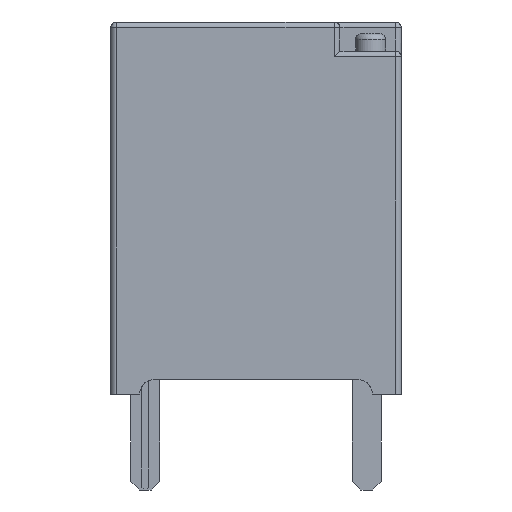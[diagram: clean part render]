
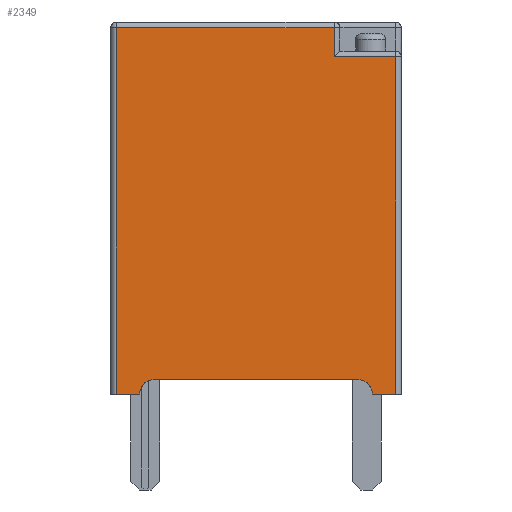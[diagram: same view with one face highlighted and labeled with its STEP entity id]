
A CAD part, left-side view. The second image highlights one B-rep face of the part: STEP entity #2349.
In plain terms, the highlighted planar face has unit normal (-1, 0, 0).
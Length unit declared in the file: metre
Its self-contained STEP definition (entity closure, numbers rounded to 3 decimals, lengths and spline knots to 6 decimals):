
#1535 = EDGE_CURVE( '', #3983, #3839, #3984, .T. );
#1629 = EDGE_CURVE( '', #4138, #4139, #4140, .T. );
#1703 = EDGE_CURVE( '', #4251, #4138, #4252, .T. );
#1823 = EDGE_CURVE( '', #3983, #4219, #4427, .T. );
#1993 = EDGE_CURVE( '', #3624, #3839, #4671, .T. );
#2349 = ADVANCED_FACE( '', ( #5149 ), #5150, .T. );
#2621 = EDGE_CURVE( '', #5482, #4087, #5483, .T. );
#2629 = EDGE_CURVE( '', #5482, #4251, #5492, .T. );
#2711 = EDGE_CURVE( '', #3843, #4087, #5586, .T. );
#3151 = EDGE_CURVE( '', #4139, #3624, #6092, .T. );
#3177 = EDGE_CURVE( '', #3843, #4219, #6123, .T. );
#3624 = VERTEX_POINT( '', #6725 );
#3839 = VERTEX_POINT( '', #7041 );
#3843 = VERTEX_POINT( '', #7046 );
#3983 = VERTEX_POINT( '', #7261 );
#3984 = LINE( '', #7262, #7263 );
#4087 = VERTEX_POINT( '', #7432 );
#4138 = VERTEX_POINT( '', #7510 );
#4139 = VERTEX_POINT( '', #7511 );
#4140 = LINE( '', #7512, #7513 );
#4219 = VERTEX_POINT( '', #7636 );
#4251 = VERTEX_POINT( '', #7686 );
#4252 = LINE( '', #7687, #7688 );
#4427 = CIRCLE( '', #7977, 0.0005 );
#4671 = LINE( '', #8387, #8388 );
#5149 = FACE_OUTER_BOUND( '', #9138, .T. );
#5150 = PLANE( '', #9139 );
#5482 = VERTEX_POINT( '', #9709 );
#5483 = LINE( '', #9710, #9711 );
#5492 = LINE( '', #9724, #9725 );
#5586 = CIRCLE( '', #9883, 0.0005 );
#6092 = LINE( '', #10802, #10803 );
#6123 = LINE( '', #10853, #10854 );
#6725 = CARTESIAN_POINT( '', ( -0.0145, -0.0048, 0.0116 ) );
#7041 = CARTESIAN_POINT( '', ( -0.0145, -0.0048, 0. ) );
#7046 = CARTESIAN_POINT( '', ( -0.0145, 0.0035, 0.0005 ) );
#7261 = CARTESIAN_POINT( '', ( -0.0145, -0.004, 0. ) );
#7262 = CARTESIAN_POINT( '', ( -0.0145, 0.005, 0. ) );
#7263 = VECTOR( '', #11674, 1. );
#7432 = CARTESIAN_POINT( '', ( -0.0145, 0.004, 0. ) );
#7510 = CARTESIAN_POINT( '', ( -0.0145, -0.002689, 0.0126 ) );
#7511 = CARTESIAN_POINT( '', ( -0.0145, -0.002689, 0.0116 ) );
#7512 = CARTESIAN_POINT( '', ( -0.0145, -0.002689, 0.0064 ) );
#7513 = VECTOR( '', #11802, 1. );
#7636 = CARTESIAN_POINT( '', ( -0.0145, -0.0035, 0.0005 ) );
#7686 = CARTESIAN_POINT( '', ( -0.0145, 0.0048, 0.0126 ) );
#7687 = CARTESIAN_POINT( '', ( -0.0145, 0.0025, 0.0126 ) );
#7688 = VECTOR( '', #11975, 1. );
#7977 = AXIS2_PLACEMENT_3D( '', #12178, #12179, #12180 );
#8387 = CARTESIAN_POINT( '', ( -0.0145, -0.0048, 0. ) );
#8388 = VECTOR( '', #12456, 1. );
#9138 = EDGE_LOOP( '', ( #13214, #13215, #13216, #13217, #13218, #13219, #13220, #13221, #13222, #13223 ) );
#9139 = AXIS2_PLACEMENT_3D( '', #13224, #13225, #13226 );
#9709 = CARTESIAN_POINT( '', ( -0.0145, 0.0048, 0. ) );
#9710 = CARTESIAN_POINT( '', ( -0.0145, 0.005, 0. ) );
#9711 = VECTOR( '', #13727, 1. );
#9724 = CARTESIAN_POINT( '', ( -0.0145, 0.0048, 0. ) );
#9725 = VECTOR( '', #13748, 1. );
#9883 = AXIS2_PLACEMENT_3D( '', #13899, #13900, #13901 );
#10802 = CARTESIAN_POINT( '', ( -0.0145, 0., 0.0116 ) );
#10803 = VECTOR( '', #14652, 1. );
#10853 = CARTESIAN_POINT( '', ( -0.0145, 0.00182, 0.0005 ) );
#10854 = VECTOR( '', #14714, 1. );
#11674 = DIRECTION( '', ( 0., -1., 0. ) );
#11802 = DIRECTION( '', ( 0., 0., -1. ) );
#11975 = DIRECTION( '', ( 0., -1., 0. ) );
#12178 = CARTESIAN_POINT( '', ( -0.0145, -0.0035, 0. ) );
#12179 = DIRECTION( '', ( -1., 0., 0. ) );
#12180 = DIRECTION( '', ( 0., -0.707, 0.707 ) );
#12456 = DIRECTION( '', ( 0., 0., -1. ) );
#13214 = ORIENTED_EDGE( '', *, *, #3177, .T. );
#13215 = ORIENTED_EDGE( '', *, *, #1823, .F. );
#13216 = ORIENTED_EDGE( '', *, *, #1535, .T. );
#13217 = ORIENTED_EDGE( '', *, *, #1993, .F. );
#13218 = ORIENTED_EDGE( '', *, *, #3151, .F. );
#13219 = ORIENTED_EDGE( '', *, *, #1629, .F. );
#13220 = ORIENTED_EDGE( '', *, *, #1703, .F. );
#13221 = ORIENTED_EDGE( '', *, *, #2629, .F. );
#13222 = ORIENTED_EDGE( '', *, *, #2621, .T. );
#13223 = ORIENTED_EDGE( '', *, *, #2711, .F. );
#13224 = CARTESIAN_POINT( '', ( -0.0145, 0.005, 0. ) );
#13225 = DIRECTION( '', ( -1., 0., 0. ) );
#13226 = DIRECTION( '', ( 0., 0., 1. ) );
#13727 = DIRECTION( '', ( 0., -1., 0. ) );
#13748 = DIRECTION( '', ( 0., 0., 1. ) );
#13899 = CARTESIAN_POINT( '', ( -0.0145, 0.0035, 0. ) );
#13900 = DIRECTION( '', ( -1., 0., 0. ) );
#13901 = DIRECTION( '', ( 0., 0.707, 0.707 ) );
#14652 = DIRECTION( '', ( 0., -1., 0. ) );
#14714 = DIRECTION( '', ( 0., -1., 0. ) );
